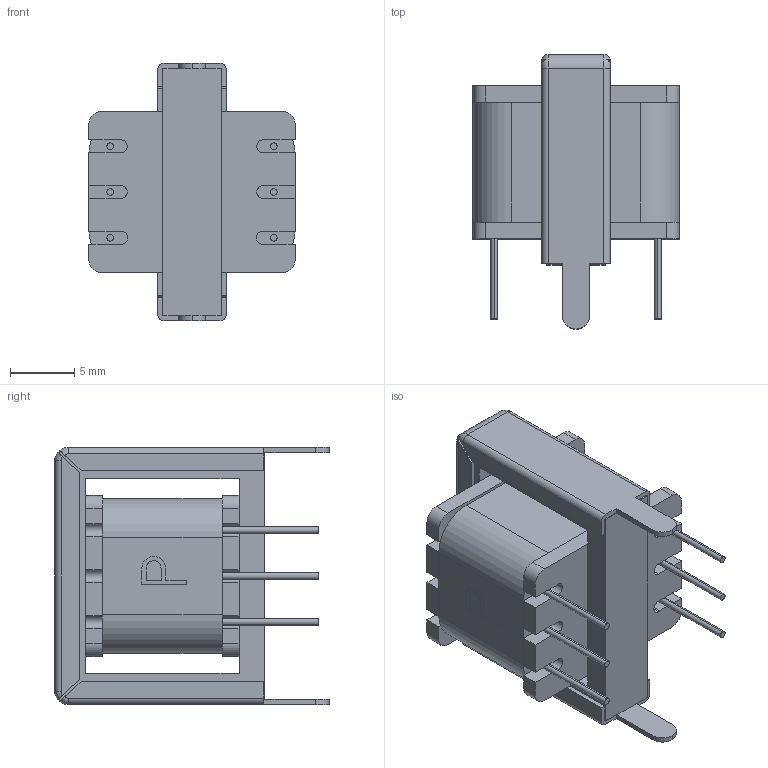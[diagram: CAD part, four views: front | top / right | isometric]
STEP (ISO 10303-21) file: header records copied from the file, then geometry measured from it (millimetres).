
FILE_DESCRIPTION (( 'STEP AP214' ), '1' );
FILE_NAME ('335C9396-AA17-454C-90EA-4115391ED080.STEP', '2025-07-29T22:04:44', ( '' ), ( '' ), 'SwSTEP 2.0', 'SolidWorks 2022', '' );
FILE_SCHEMA (( 'AUTOMOTIVE_DESIGN' ));
Length unit declared in the file: millimetre
Products named in the file (1): 335C9396-AA17-454C-90EA-4115391ED080
Bounding box: 16 x 21.3 x 19.95 mm (x, y, z)
Volume: 3212.2 mm3; surface area: 2766.5 mm2
Topology: 8 solids, 8 shells, 204 faces, 538 edges, 352 vertices
Faces by surface type: plane 132, cylinder 62, bspline 6, torus 4
Entity records: 8665 total; most frequent: CARTESIAN_POINT 1607, ORIENTED_EDGE 1076, DIRECTION 1024, EDGE_CURVE 538, VECTOR 382, LINE 382, VERTEX_POINT 352, AXIS2_PLACEMENT_3D 321
